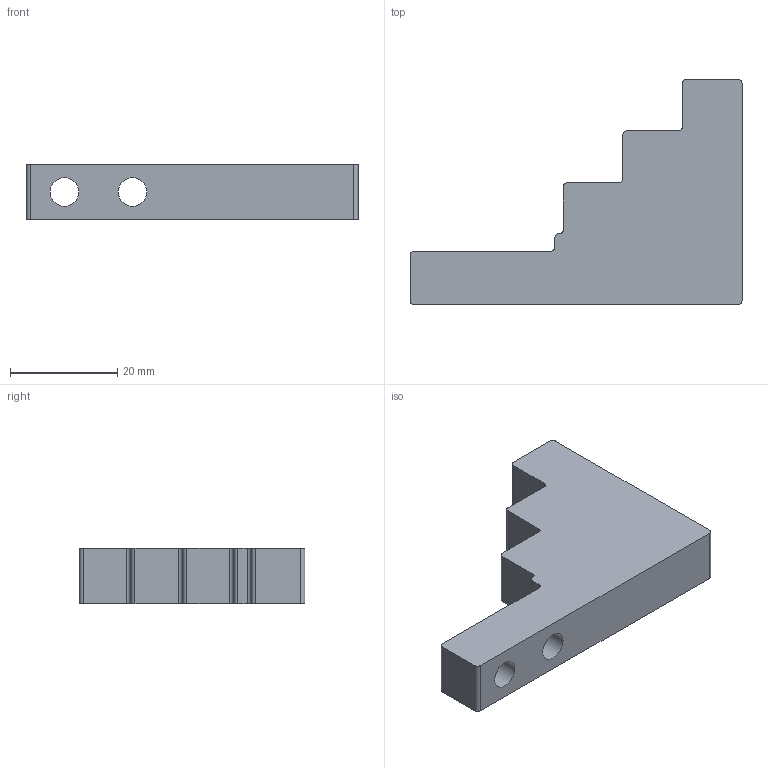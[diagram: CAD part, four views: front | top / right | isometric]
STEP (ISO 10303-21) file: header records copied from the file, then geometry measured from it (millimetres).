
FILE_DESCRIPTION(/* description */ (''),/* implementation_level */ '2;1');
FILE_NAME(/* name */ '3S4-3-21-28-HEX.stp',/* time_stamp */ '2020-09-17T16:26:33-04:00',/* author */ ('DHiltner'),/* organization */ (''),/* preprocessor_version */ 'ST-DEVELOPER v17.2',/* originating_system */ 'Autodesk Inventor 2019',/* authorisation */ '');
FILE_SCHEMA (('AUTOMOTIVE_DESIGN { 1 0 10303 214 3 1 1 }'));
Length unit declared in the file: inch
Products named in the file (3): 3S4-3-21-28-HEX; 13695; 3S4-3-21-28
Assembly tree (4 placements, depth 2):
  3S4-3-21-28-HEX
    13695  x3
    3S4-3-21-28
Bounding box: 61.9 x 42.09 x 10.31 mm (x, y, z)
Volume: 11262.8 mm3; surface area: 7734.8 mm2
Topology: 4 solids, 4 shells, 97 faces, 260 edges, 177 vertices
Faces by surface type: plane 41, cylinder 32, cone 21, sphere 3
Full cylindrical faces by diameter (mm): 5.334 x2, 5.359 x3, 6.35 x6, 7.137 x3
Entity records: 2841 total; most frequent: CARTESIAN_POINT 854, DIRECTION 392, ORIENTED_EDGE 386, EDGE_CURVE 193, AXIS2_PLACEMENT_3D 153, VERTEX_POINT 137, EDGE_LOOP 96, LINE 86
